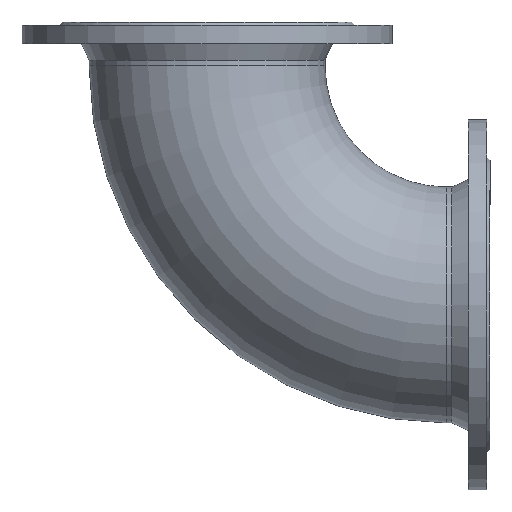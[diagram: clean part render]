
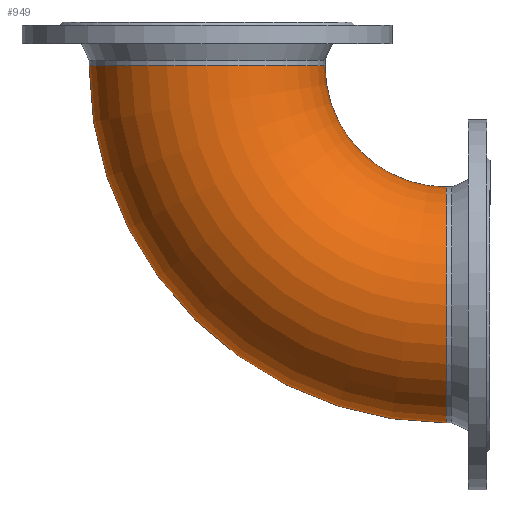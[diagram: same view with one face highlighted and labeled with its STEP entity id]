
A CAD part, front view. The second image highlights one B-rep face of the part: STEP entity #949.
In plain terms, the highlighted toroidal (fillet/blend) face has major radius 220 mm and minor radius 108.4 mm.
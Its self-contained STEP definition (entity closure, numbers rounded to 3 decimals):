
#132 = CARTESIAN_POINT ( 'NONE',  ( 108.4, 0., -37. ) ) ;
#134 = CARTESIAN_POINT ( 'NONE',  ( 220., 0., -148.6 ) ) ;
#233 = EDGE_LOOP ( 'NONE', ( #1003 ) ) ;
#242 = EDGE_LOOP ( 'NONE', ( #1002 ) ) ;
#290 = CIRCLE ( 'NONE', #798, 108.4 ) ;
#304 = CIRCLE ( 'NONE', #800, 108.4 ) ;
#338 = FACE_OUTER_BOUND ( 'NONE', #242, .T. ) ;
#339 = TOROIDAL_SURFACE ( 'NONE', #821, 220., 108.4 ) ;
#343 = FACE_OUTER_BOUND ( 'NONE', #233, .T. ) ;
#468 = VERTEX_POINT ( 'NONE', #132 ) ;
#470 = VERTEX_POINT ( 'NONE', #134 ) ;
#594 = CARTESIAN_POINT ( 'NONE',  ( 0., 0., -37. ) ) ;
#595 = DIRECTION ( 'NONE',  ( 0., 0., -1. ) ) ;
#596 = DIRECTION ( 'NONE',  ( 1., 0., 0. ) ) ;
#600 = CARTESIAN_POINT ( 'NONE',  ( 220., 0., -257. ) ) ;
#601 = DIRECTION ( 'NONE',  ( 1., 0., 0. ) ) ;
#602 = DIRECTION ( 'NONE',  ( 0., 0., 1. ) ) ;
#670 = DIRECTION ( 'NONE',  ( 0., -1., 0. ) ) ;
#671 = CARTESIAN_POINT ( 'NONE',  ( 220., 0., -37. ) ) ;
#673 = DIRECTION ( 'NONE',  ( 0., 0., -1. ) ) ;
#767 = EDGE_CURVE ( 'NONE', #468, #468, #290, .T. ) ;
#769 = EDGE_CURVE ( 'NONE', #470, #470, #304, .T. ) ;
#798 = AXIS2_PLACEMENT_3D ( 'NONE', #594, #595, #596 ) ;
#800 = AXIS2_PLACEMENT_3D ( 'NONE', #600, #601, #602 ) ;
#821 = AXIS2_PLACEMENT_3D ( 'NONE', #671, #670, #673 ) ;
#949 = ADVANCED_FACE ( 'NONE', ( #338, #343 ), #339, .T. ) ;
#1002 = ORIENTED_EDGE ( 'NONE', *, *, #767, .T. ) ;
#1003 = ORIENTED_EDGE ( 'NONE', *, *, #769, .F. ) ;
